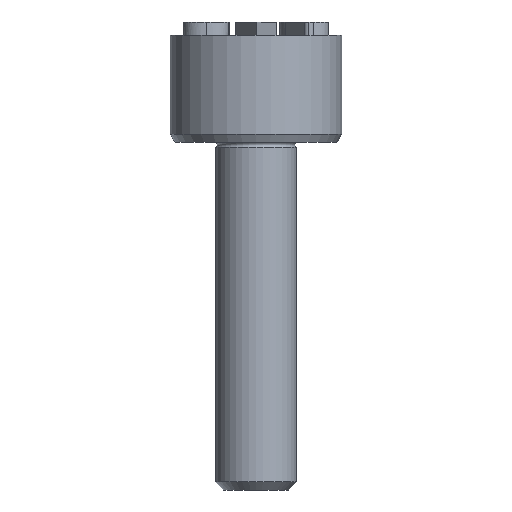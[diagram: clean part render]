
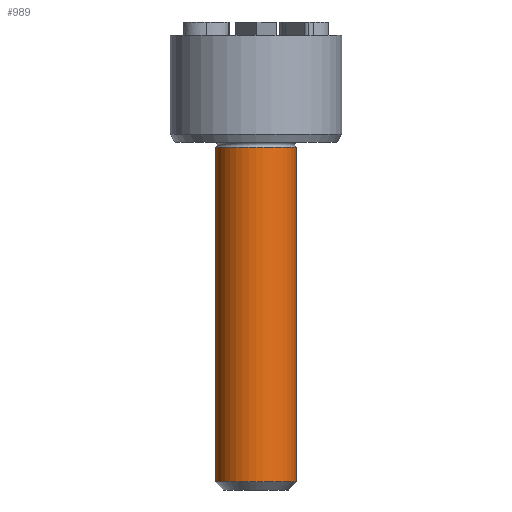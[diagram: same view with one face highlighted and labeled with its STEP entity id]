
A CAD part, front view. The second image highlights one B-rep face of the part: STEP entity #989.
In plain terms, the highlighted cylindrical face has radius 1.5 mm (diameter 3 mm), a full revolution.
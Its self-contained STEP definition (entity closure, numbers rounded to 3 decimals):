
#16=CYLINDRICAL_SURFACE('',#1050,1.5);
#28=CIRCLE('',#1049,1.5);
#29=CIRCLE('',#1051,1.5);
#30=CIRCLE('',#1052,1.5);
#165=FACE_OUTER_BOUND('',#225,.T.);
#225=EDGE_LOOP('',(#891,#892,#893,#894,#895));
#309=LINE('',#1852,#389);
#389=VECTOR('',#1211,1.5);
#480=VERTEX_POINT('',#1844);
#481=VERTEX_POINT('',#1848);
#482=VERTEX_POINT('',#1849);
#618=EDGE_CURVE('',#480,#480,#28,.T.);
#620=EDGE_CURVE('',#481,#482,#29,.T.);
#621=EDGE_CURVE('',#482,#481,#30,.T.);
#622=EDGE_CURVE('',#482,#480,#309,.T.);
#891=ORIENTED_EDGE('',*,*,#620,.F.);
#892=ORIENTED_EDGE('',*,*,#621,.F.);
#893=ORIENTED_EDGE('',*,*,#622,.T.);
#894=ORIENTED_EDGE('',*,*,#618,.T.);
#895=ORIENTED_EDGE('',*,*,#622,.F.);
#989=ADVANCED_FACE('',(#165),#16,.T.);
#1049=AXIS2_PLACEMENT_3D('',#1845,#1202,#1203);
#1050=AXIS2_PLACEMENT_3D('',#1847,#1205,#1206);
#1051=AXIS2_PLACEMENT_3D('',#1850,#1207,#1208);
#1052=AXIS2_PLACEMENT_3D('',#1851,#1209,#1210);
#1202=DIRECTION('center_axis',(0.,0.,1.));
#1203=DIRECTION('ref_axis',(0.,-1.,0.));
#1205=DIRECTION('center_axis',(0.,0.,1.));
#1206=DIRECTION('ref_axis',(0.,-1.,0.));
#1207=DIRECTION('center_axis',(0.,0.,1.));
#1208=DIRECTION('ref_axis',(0.,-1.,0.));
#1209=DIRECTION('center_axis',(0.,0.,1.));
#1210=DIRECTION('ref_axis',(0.,-1.,0.));
#1211=DIRECTION('',(0.,0.,-1.));
#1844=CARTESIAN_POINT('',(0.,1.5,-12.7));
#1845=CARTESIAN_POINT('Origin',(0.,0.,-12.7));
#1847=CARTESIAN_POINT('Origin',(0.,0.,-6.443));
#1848=CARTESIAN_POINT('',(-1.5,0.,-0.187));
#1849=CARTESIAN_POINT('',(0.,1.5,-0.187));
#1850=CARTESIAN_POINT('Origin',(0.,0.,-0.187));
#1851=CARTESIAN_POINT('Origin',(0.,0.,-0.187));
#1852=CARTESIAN_POINT('',(0.,1.5,-6.443));
